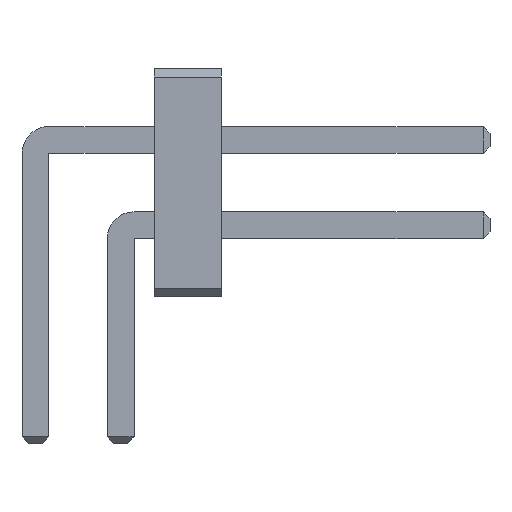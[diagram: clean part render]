
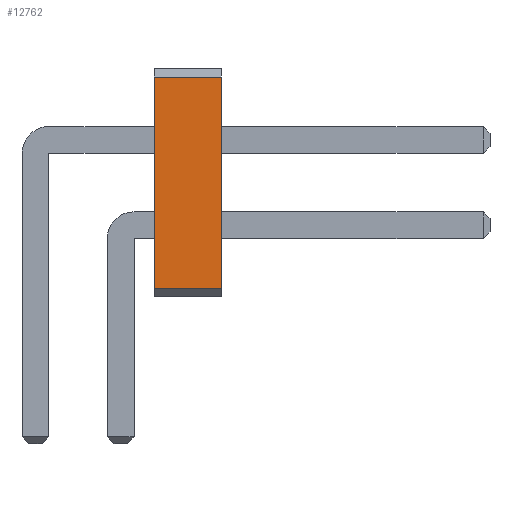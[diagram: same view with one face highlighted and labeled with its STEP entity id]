
A CAD part, front view. The second image highlights one B-rep face of the part: STEP entity #12762.
In plain terms, the highlighted planar face has unit normal (0, -1, 0).
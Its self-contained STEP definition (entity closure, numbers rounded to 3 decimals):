
#1030 = VERTEX_POINT('',#1031);
#1031 = CARTESIAN_POINT('',(1.77,-47.625,3.273));
#1037 = EDGE_CURVE('',#1038,#1030,#1040,.T.);
#1038 = VERTEX_POINT('',#1039);
#1039 = CARTESIAN_POINT('',(1.77,-47.625,0.127));
#1040 = LINE('',#1041,#1042);
#1041 = CARTESIAN_POINT('',(1.77,-47.625,0.127));
#1042 = VECTOR('',#1043,1.);
#1043 = DIRECTION('',(0.,0.,1.));
#5439 = VERTEX_POINT('',#5440);
#5440 = CARTESIAN_POINT('',(2.77,-47.625,3.273));
#5446 = EDGE_CURVE('',#5447,#5439,#5449,.T.);
#5447 = VERTEX_POINT('',#5448);
#5448 = CARTESIAN_POINT('',(2.77,-47.625,0.127));
#5449 = LINE('',#5450,#5451);
#5450 = CARTESIAN_POINT('',(2.77,-47.625,0.127));
#5451 = VECTOR('',#5452,1.);
#5452 = DIRECTION('',(0.,0.,1.));
#12734 = EDGE_CURVE('',#1038,#5447,#12735,.T.);
#12735 = LINE('',#12736,#12737);
#12736 = CARTESIAN_POINT('',(1.77,-47.625,0.127));
#12737 = VECTOR('',#12738,1.);
#12738 = DIRECTION('',(1.,0.,0.));
#12762 = ADVANCED_FACE('',(#12763),#12774,.T.);
#12763 = FACE_BOUND('',#12764,.T.);
#12764 = EDGE_LOOP('',(#12765,#12766,#12767,#12773));
#12765 = ORIENTED_EDGE('',*,*,#12734,.T.);
#12766 = ORIENTED_EDGE('',*,*,#5446,.T.);
#12767 = ORIENTED_EDGE('',*,*,#12768,.F.);
#12768 = EDGE_CURVE('',#1030,#5439,#12769,.T.);
#12769 = LINE('',#12770,#12771);
#12770 = CARTESIAN_POINT('',(1.77,-47.625,3.273));
#12771 = VECTOR('',#12772,1.);
#12772 = DIRECTION('',(1.,0.,0.));
#12773 = ORIENTED_EDGE('',*,*,#1037,.F.);
#12774 = PLANE('',#12775);
#12775 = AXIS2_PLACEMENT_3D('',#12776,#12777,#12778);
#12776 = CARTESIAN_POINT('',(1.77,-47.625,0.127));
#12777 = DIRECTION('',(0.,-1.,0.));
#12778 = DIRECTION('',(0.,0.,1.));
